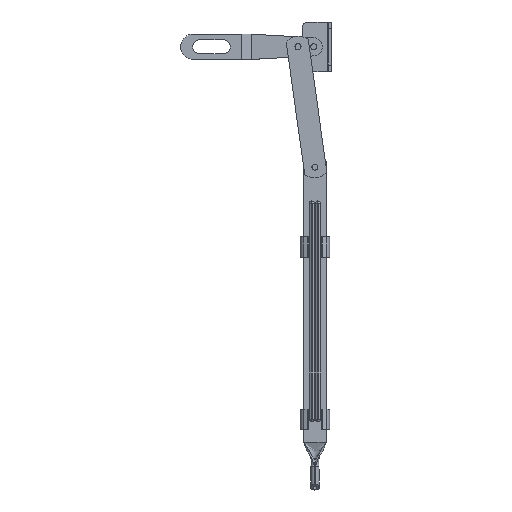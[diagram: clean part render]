
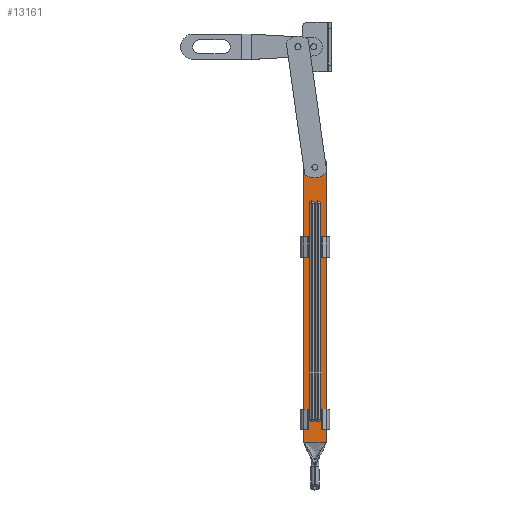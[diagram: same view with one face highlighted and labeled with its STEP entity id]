
A CAD part, top view. The second image highlights one B-rep face of the part: STEP entity #13161.
In plain terms, the highlighted planar face has unit normal (0, 0, 1).
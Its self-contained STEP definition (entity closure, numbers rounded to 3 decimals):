
#37 = DIRECTION ( 'NONE',  ( 0., 0., -1. ) ) ;
#99 = CARTESIAN_POINT ( 'NONE',  ( 5.5, -95., 1.5 ) ) ;
#147 = EDGE_CURVE ( 'NONE', #15727, #13973, #15165, .T. ) ;
#183 = VERTEX_POINT ( 'NONE', #14960 ) ;
#278 = CARTESIAN_POINT ( 'NONE',  ( -5.5, 118., 1.5 ) ) ;
#636 = DIRECTION ( 'NONE',  ( -1., 0., 0. ) ) ;
#659 = ORIENTED_EDGE ( 'NONE', *, *, #6965, .T. ) ;
#863 = VECTOR ( 'NONE', #2389, 1000. ) ;
#876 = EDGE_CURVE ( 'NONE', #6905, #2025, #7096, .T. ) ;
#1047 = CARTESIAN_POINT ( 'NONE',  ( 3., -95., 1.5 ) ) ;
#1090 = CARTESIAN_POINT ( 'NONE',  ( -0.5, -95., 1.5 ) ) ;
#1269 = CIRCLE ( 'NONE', #16131, 2.5 ) ;
#1344 = CARTESIAN_POINT ( 'NONE',  ( -3., -95., 1.5 ) ) ;
#1351 = EDGE_CURVE ( 'NONE', #10134, #5022, #1368, .T. ) ;
#1362 = FACE_OUTER_BOUND ( 'NONE', #3450, .T. ) ;
#1368 = LINE ( 'NONE', #5569, #11638 ) ;
#1744 = CIRCLE ( 'NONE', #4376, 3. ) ;
#1905 = CIRCLE ( 'NONE', #10832, 2.5 ) ;
#2023 = LINE ( 'NONE', #9492, #4244 ) ;
#2025 = VERTEX_POINT ( 'NONE', #13829 ) ;
#2089 = EDGE_CURVE ( 'NONE', #9001, #14863, #8538, .T. ) ;
#2111 = DIRECTION ( 'NONE',  ( 0., 0., -1. ) ) ;
#2124 = EDGE_LOOP ( 'NONE', ( #659, #5117, #13939, #5646, #4053, #2848 ) ) ;
#2207 = DIRECTION ( 'NONE',  ( -1., 0., 0. ) ) ;
#2209 = DIRECTION ( 'NONE',  ( -1., 0., 0. ) ) ;
#2246 = VERTEX_POINT ( 'NONE', #2901 ) ;
#2389 = DIRECTION ( 'NONE',  ( 0., -1., 0. ) ) ;
#2835 = DIRECTION ( 'NONE',  ( 0., -1., 0. ) ) ;
#2848 = ORIENTED_EDGE ( 'NONE', *, *, #2927, .T. ) ;
#2901 = CARTESIAN_POINT ( 'NONE',  ( 3., -97.5, 1.5 ) ) ;
#2927 = EDGE_CURVE ( 'NONE', #183, #6659, #10166, .T. ) ;
#2981 = AXIS2_PLACEMENT_3D ( 'NONE', #16639, #15374, #3411 ) ;
#3038 = DIRECTION ( 'NONE',  ( 0., -1., 0. ) ) ;
#3217 = DIRECTION ( 'NONE',  ( 0., 1., 0. ) ) ;
#3411 = DIRECTION ( 'NONE',  ( -1., 0., 0. ) ) ;
#3450 = EDGE_LOOP ( 'NONE', ( #15851, #6440, #5077, #14342 ) ) ;
#3468 = VECTOR ( 'NONE', #3038, 1000. ) ;
#4053 = ORIENTED_EDGE ( 'NONE', *, *, #12614, .T. ) ;
#4244 = VECTOR ( 'NONE', #3217, 1000. ) ;
#4340 = DIRECTION ( 'NONE',  ( 1., 0., 0. ) ) ;
#4376 = AXIS2_PLACEMENT_3D ( 'NONE', #5590, #16196, #4340 ) ;
#4625 = VECTOR ( 'NONE', #13398, 1000. ) ;
#5022 = VERTEX_POINT ( 'NONE', #99 ) ;
#5077 = ORIENTED_EDGE ( 'NONE', *, *, #2089, .F. ) ;
#5117 = ORIENTED_EDGE ( 'NONE', *, *, #12206, .T. ) ;
#5132 = VERTEX_POINT ( 'NONE', #9284 ) ;
#5358 = VERTEX_POINT ( 'NONE', #11529 ) ;
#5368 = CIRCLE ( 'NONE', #11357, 2.5 ) ;
#5496 = EDGE_CURVE ( 'NONE', #6790, #13628, #5368, .T. ) ;
#5569 = CARTESIAN_POINT ( 'NONE',  ( 5.5, -95., 1.5 ) ) ;
#5590 = CARTESIAN_POINT ( 'NONE',  ( 0., 154., 1.5 ) ) ;
#5646 = ORIENTED_EDGE ( 'NONE', *, *, #11581, .T. ) ;
#5815 = DIRECTION ( 'NONE',  ( 0., 0., -1. ) ) ;
#5829 = CARTESIAN_POINT ( 'NONE',  ( 0.5, -95., 1.5 ) ) ;
#6196 = CARTESIAN_POINT ( 'NONE',  ( -3., -97.5, 1.5 ) ) ;
#6359 = CARTESIAN_POINT ( 'NONE',  ( 3., -95., 1.5 ) ) ;
#6440 = ORIENTED_EDGE ( 'NONE', *, *, #10328, .T. ) ;
#6489 = ORIENTED_EDGE ( 'NONE', *, *, #15348, .F. ) ;
#6539 = AXIS2_PLACEMENT_3D ( 'NONE', #7860, #9199, #10537 ) ;
#6616 = CARTESIAN_POINT ( 'NONE',  ( 11., 165., 1.5 ) ) ;
#6659 = VERTEX_POINT ( 'NONE', #7501 ) ;
#6790 = VERTEX_POINT ( 'NONE', #11832 ) ;
#6905 = VERTEX_POINT ( 'NONE', #6196 ) ;
#6965 = EDGE_CURVE ( 'NONE', #6659, #5132, #11318, .T. ) ;
#7061 = DIRECTION ( 'NONE',  ( 0., 0., -1. ) ) ;
#7095 = CARTESIAN_POINT ( 'NONE',  ( -3., -95., 1.5 ) ) ;
#7096 = CIRCLE ( 'NONE', #9573, 2.5 ) ;
#7501 = CARTESIAN_POINT ( 'NONE',  ( -0.5, 118., 1.5 ) ) ;
#7595 = ORIENTED_EDGE ( 'NONE', *, *, #8380, .T. ) ;
#7629 = ORIENTED_EDGE ( 'NONE', *, *, #11722, .T. ) ;
#7718 = CIRCLE ( 'NONE', #13174, 2.5 ) ;
#7750 = DIRECTION ( 'NONE',  ( 0., 0., -1. ) ) ;
#7860 = CARTESIAN_POINT ( 'NONE',  ( 0., 150.4, 1.5 ) ) ;
#7923 = LINE ( 'NONE', #6616, #4625 ) ;
#7978 = EDGE_LOOP ( 'NONE', ( #6489 ) ) ;
#8091 = AXIS2_PLACEMENT_3D ( 'NONE', #13664, #7061, #12426 ) ;
#8163 = CIRCLE ( 'NONE', #16777, 2.5 ) ;
#8380 = EDGE_CURVE ( 'NONE', #5022, #2246, #1269, .T. ) ;
#8446 = DIRECTION ( 'NONE',  ( -1., 0., 0. ) ) ;
#8501 = CARTESIAN_POINT ( 'NONE',  ( 3., 120.5, 1.5 ) ) ;
#8538 = LINE ( 'NONE', #16563, #11628 ) ;
#8692 = DIRECTION ( 'NONE',  ( -1., 0., 0. ) ) ;
#8756 = CIRCLE ( 'NONE', #10199, 2.5 ) ;
#8972 = CARTESIAN_POINT ( 'NONE',  ( -11., 160., 1.5 ) ) ;
#9001 = VERTEX_POINT ( 'NONE', #16690 ) ;
#9068 = EDGE_CURVE ( 'NONE', #2246, #12146, #1905, .T. ) ;
#9199 = DIRECTION ( 'NONE',  ( 0., 0., -1. ) ) ;
#9284 = CARTESIAN_POINT ( 'NONE',  ( -0.5, -95., 1.5 ) ) ;
#9492 = CARTESIAN_POINT ( 'NONE',  ( 0.5, 118., 1.5 ) ) ;
#9573 = AXIS2_PLACEMENT_3D ( 'NONE', #1344, #37, #15700 ) ;
#9659 = EDGE_LOOP ( 'NONE', ( #13745, #7595, #11074, #13750, #11708, #7629 ) ) ;
#9741 = PLANE ( 'NONE',  #8091 ) ;
#9962 = CARTESIAN_POINT ( 'NONE',  ( 3., 118., 1.5 ) ) ;
#10012 = DIRECTION ( 'NONE',  ( 0., 0., -1. ) ) ;
#10134 = VERTEX_POINT ( 'NONE', #12686 ) ;
#10166 = CIRCLE ( 'NONE', #2981, 2.5 ) ;
#10199 = AXIS2_PLACEMENT_3D ( 'NONE', #11298, #5815, #636 ) ;
#10328 = EDGE_CURVE ( 'NONE', #15727, #14863, #14602, .T. ) ;
#10401 = FACE_BOUND ( 'NONE', #9659, .T. ) ;
#10439 = LINE ( 'NONE', #278, #11665 ) ;
#10537 = DIRECTION ( 'NONE',  ( 1., 0., 0. ) ) ;
#10639 = VERTEX_POINT ( 'NONE', #14187 ) ;
#10832 = AXIS2_PLACEMENT_3D ( 'NONE', #1047, #16708, #14118 ) ;
#10977 = CARTESIAN_POINT ( 'NONE',  ( -11., 165., 1.5 ) ) ;
#11074 = ORIENTED_EDGE ( 'NONE', *, *, #9068, .T. ) ;
#11298 = CARTESIAN_POINT ( 'NONE',  ( -3., 118., 1.5 ) ) ;
#11318 = LINE ( 'NONE', #1090, #863 ) ;
#11357 = AXIS2_PLACEMENT_3D ( 'NONE', #9962, #2111, #2209 ) ;
#11529 = CARTESIAN_POINT ( 'NONE',  ( 3., 154., 1.5 ) ) ;
#11581 = EDGE_CURVE ( 'NONE', #2025, #10639, #10439, .T. ) ;
#11620 = DIRECTION ( 'NONE',  ( -1., 0., 0. ) ) ;
#11628 = VECTOR ( 'NONE', #8692, 1000. ) ;
#11638 = VECTOR ( 'NONE', #2835, 1000. ) ;
#11665 = VECTOR ( 'NONE', #14638, 1000. ) ;
#11708 = ORIENTED_EDGE ( 'NONE', *, *, #5496, .T. ) ;
#11722 = EDGE_CURVE ( 'NONE', #13628, #10134, #8163, .T. ) ;
#11832 = CARTESIAN_POINT ( 'NONE',  ( 0.5, 118., 1.5 ) ) ;
#12083 = EDGE_CURVE ( 'NONE', #12146, #6790, #2023, .T. ) ;
#12146 = VERTEX_POINT ( 'NONE', #5829 ) ;
#12206 = EDGE_CURVE ( 'NONE', #5132, #6905, #7718, .T. ) ;
#12426 = DIRECTION ( 'NONE',  ( -1., 0., 0. ) ) ;
#12501 = EDGE_CURVE ( 'NONE', #13973, #9001, #7923, .T. ) ;
#12614 = EDGE_CURVE ( 'NONE', #10639, #183, #8756, .T. ) ;
#12686 = CARTESIAN_POINT ( 'NONE',  ( 5.5, 118., 1.5 ) ) ;
#13076 = FACE_BOUND ( 'NONE', #2124, .T. ) ;
#13161 = ADVANCED_FACE ( 'NONE', ( #10401, #13076, #13702, #1362 ), #9741, .F. ) ;
#13174 = AXIS2_PLACEMENT_3D ( 'NONE', #7095, #13800, #8446 ) ;
#13398 = DIRECTION ( 'NONE',  ( 0., -1., 0. ) ) ;
#13628 = VERTEX_POINT ( 'NONE', #8501 ) ;
#13664 = CARTESIAN_POINT ( 'NONE',  ( -11., 165., 1.5 ) ) ;
#13702 = FACE_BOUND ( 'NONE', #7978, .T. ) ;
#13745 = ORIENTED_EDGE ( 'NONE', *, *, #1351, .T. ) ;
#13750 = ORIENTED_EDGE ( 'NONE', *, *, #12083, .T. ) ;
#13800 = DIRECTION ( 'NONE',  ( 0., 0., -1. ) ) ;
#13829 = CARTESIAN_POINT ( 'NONE',  ( -5.5, -95., 1.5 ) ) ;
#13916 = CARTESIAN_POINT ( 'NONE',  ( 3., 118., 1.5 ) ) ;
#13939 = ORIENTED_EDGE ( 'NONE', *, *, #876, .T. ) ;
#13973 = VERTEX_POINT ( 'NONE', #16645 ) ;
#14118 = DIRECTION ( 'NONE',  ( -1., 0., 0. ) ) ;
#14187 = CARTESIAN_POINT ( 'NONE',  ( -5.5, 118., 1.5 ) ) ;
#14342 = ORIENTED_EDGE ( 'NONE', *, *, #12501, .F. ) ;
#14547 = CARTESIAN_POINT ( 'NONE',  ( -11., -118., 1.5 ) ) ;
#14602 = LINE ( 'NONE', #10977, #3468 ) ;
#14638 = DIRECTION ( 'NONE',  ( 0., 1., 0. ) ) ;
#14863 = VERTEX_POINT ( 'NONE', #14547 ) ;
#14960 = CARTESIAN_POINT ( 'NONE',  ( -3., 120.5, 1.5 ) ) ;
#15165 = CIRCLE ( 'NONE', #6539, 14.6 ) ;
#15348 = EDGE_CURVE ( 'NONE', #5358, #5358, #1744, .T. ) ;
#15374 = DIRECTION ( 'NONE',  ( 0., 0., -1. ) ) ;
#15700 = DIRECTION ( 'NONE',  ( -1., 0., 0. ) ) ;
#15727 = VERTEX_POINT ( 'NONE', #8972 ) ;
#15851 = ORIENTED_EDGE ( 'NONE', *, *, #147, .F. ) ;
#16131 = AXIS2_PLACEMENT_3D ( 'NONE', #6359, #7750, #11620 ) ;
#16196 = DIRECTION ( 'NONE',  ( 0., 0., 1. ) ) ;
#16563 = CARTESIAN_POINT ( 'NONE',  ( -11., -118., 1.5 ) ) ;
#16639 = CARTESIAN_POINT ( 'NONE',  ( -3., 118., 1.5 ) ) ;
#16645 = CARTESIAN_POINT ( 'NONE',  ( 11., 160., 1.5 ) ) ;
#16690 = CARTESIAN_POINT ( 'NONE',  ( 11., -118., 1.5 ) ) ;
#16708 = DIRECTION ( 'NONE',  ( 0., 0., -1. ) ) ;
#16777 = AXIS2_PLACEMENT_3D ( 'NONE', #13916, #10012, #2207 ) ;
